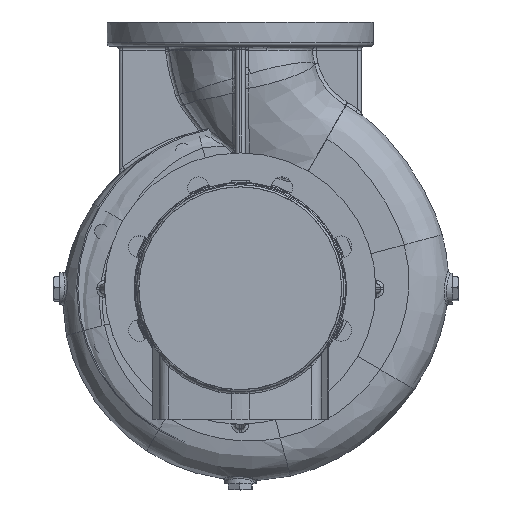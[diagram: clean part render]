
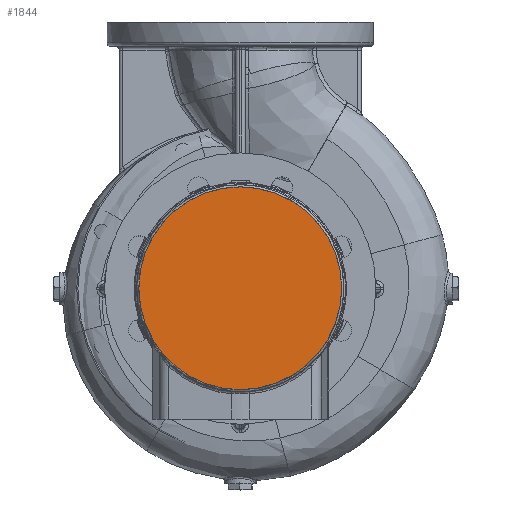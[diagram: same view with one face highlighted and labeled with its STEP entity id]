
A CAD part, top view. The second image highlights one B-rep face of the part: STEP entity #1844.
In plain terms, the highlighted planar face has unit normal (0, 0, 1).
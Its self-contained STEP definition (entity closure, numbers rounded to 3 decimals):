
#1844 = ADVANCED_FACE( '', ( #4392 ), #4393, .T. );
#4392 = FACE_OUTER_BOUND( '', #23192, .T. );
#4393 = PLANE( '', #23193 );
#23192 = EDGE_LOOP( '', ( #52350 ) );
#23193 = AXIS2_PLACEMENT_3D( '', #52351, #52352, #52353 );
#52350 = ORIENTED_EDGE( '', *, *, #58307, .F. );
#52351 = CARTESIAN_POINT( '', ( 0., 0., 258. ) );
#52352 = DIRECTION( '', ( 0., 0., 1. ) );
#52353 = DIRECTION( '', ( 1., 0., 0. ) );
#58307 = EDGE_CURVE( '', #62451, #62451, #62452, .T. );
#62451 = VERTEX_POINT( '', #77661 );
#62452 = CIRCLE( '', #77662, 83.691 );
#77661 = CARTESIAN_POINT( '', ( -83.691, 0., 258. ) );
#77662 = AXIS2_PLACEMENT_3D( '', #88818, #88819, #88820 );
#88818 = CARTESIAN_POINT( '', ( 0., 0., 258. ) );
#88819 = DIRECTION( '', ( 0., 0., -1. ) );
#88820 = DIRECTION( '', ( -1., 0., 0. ) );
